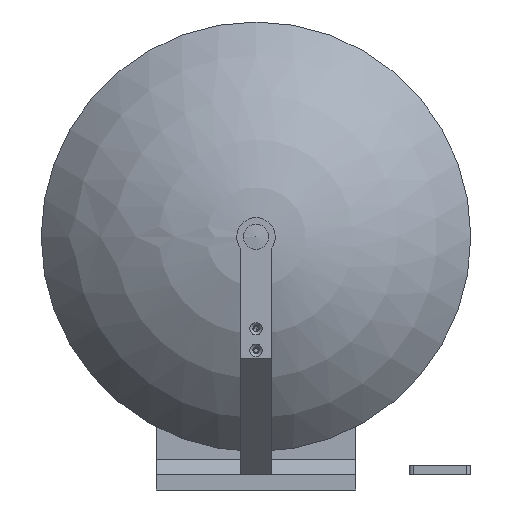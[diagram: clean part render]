
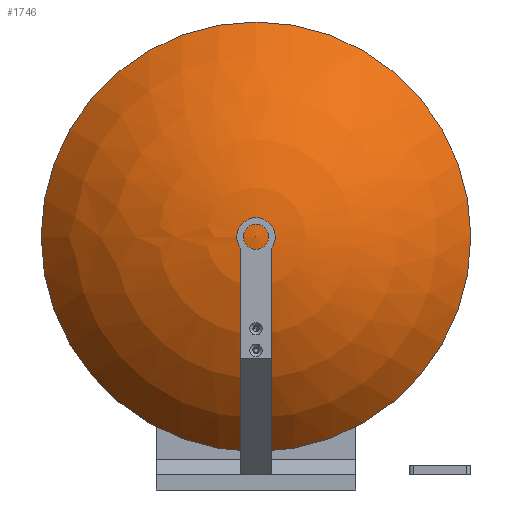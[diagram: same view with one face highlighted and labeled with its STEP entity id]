
A CAD part, front view. The second image highlights one B-rep face of the part: STEP entity #1746.
In plain terms, the highlighted spherical face has radius 175 mm.
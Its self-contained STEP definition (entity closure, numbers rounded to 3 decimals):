
#83=SPHERICAL_SURFACE('',#1872,175.);
#144=FACE_OUTER_BOUND('',#246,.T.);
#246=EDGE_LOOP('',(#1219,#1220,#1221));
#720=CIRCLE('',#1873,140.);
#721=CIRCLE('',#1874,175.);
#803=VERTEX_POINT('',#2605);
#804=VERTEX_POINT('',#2607);
#968=EDGE_CURVE('',#803,#803,#720,.T.);
#969=EDGE_CURVE('',#804,#803,#721,.T.);
#1219=ORIENTED_EDGE('',*,*,#968,.F.);
#1220=ORIENTED_EDGE('',*,*,#969,.F.);
#1221=ORIENTED_EDGE('',*,*,#969,.T.);
#1746=ADVANCED_FACE('',(#144),#83,.T.);
#1872=AXIS2_PLACEMENT_3D('',#2604,#2071,#2072);
#1873=AXIS2_PLACEMENT_3D('',#2606,#2073,#2074);
#1874=AXIS2_PLACEMENT_3D('',#2608,#2075,#2076);
#2071=DIRECTION('center_axis',(0.,-1.,0.));
#2072=DIRECTION('ref_axis',(1.,0.,0.));
#2073=DIRECTION('center_axis',(0.,1.,0.));
#2074=DIRECTION('ref_axis',(1.,0.,0.));
#2075=DIRECTION('center_axis',(0.,0.,
-1.));
#2076=DIRECTION('ref_axis',(-1.,0.,0.));
#2604=CARTESIAN_POINT('Origin',(0.,130.,140.));
#2605=CARTESIAN_POINT('',(-140.,25.,140.));
#2606=CARTESIAN_POINT('Origin',(0.,25.,140.));
#2607=CARTESIAN_POINT('',(0.,-45.,140.));
#2608=CARTESIAN_POINT('Origin',(0.,130.,140.));
